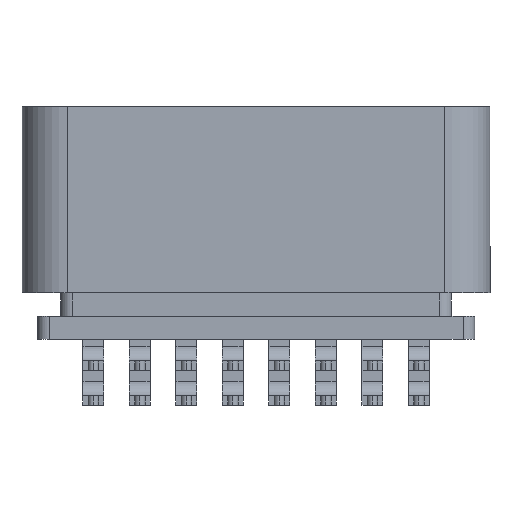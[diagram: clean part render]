
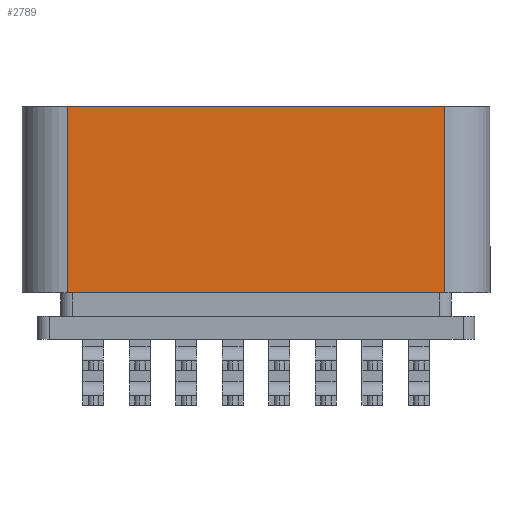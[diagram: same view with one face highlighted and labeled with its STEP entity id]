
A CAD part, front view. The second image highlights one B-rep face of the part: STEP entity #2789.
In plain terms, the highlighted planar face has unit normal (0, -1, 0).
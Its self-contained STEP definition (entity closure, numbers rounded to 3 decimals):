
#1537 = ORIENTED_EDGE ( 'NONE', *, *, #5934, .T. ) ;
#2253 = CARTESIAN_POINT ( 'NONE',  ( 16.23, -8.9, 2.9 ) ) ;
#2789 = ADVANCED_FACE ( 'NONE', ( #5404 ), #11973, .F. ) ;
#2893 = CARTESIAN_POINT ( 'NONE',  ( -16.23, -8.9, -12.975 ) ) ;
#3284 = DIRECTION ( 'NONE',  ( 1., 0., 0. ) ) ;
#3909 = CARTESIAN_POINT ( 'NONE',  ( 16.23, -8.9, 2.9 ) ) ;
#4023 = DIRECTION ( 'NONE',  ( 0., 0., 1. ) ) ;
#4071 = EDGE_LOOP ( 'NONE', ( #1537, #20632, #10579, #20633 ) ) ;
#4124 = CARTESIAN_POINT ( 'NONE',  ( 16.23, -8.9, -12.975 ) ) ;
#4355 = DIRECTION ( 'NONE',  ( 0., 0., -1. ) ) ;
#4688 = VECTOR ( 'NONE', #3284, 1000. ) ;
#4886 = EDGE_CURVE ( 'NONE', #8011, #12444, #16483, .T. ) ;
#5404 = FACE_OUTER_BOUND ( 'NONE', #4071, .T. ) ;
#5578 = CARTESIAN_POINT ( 'NONE',  ( 16.23, -8.9, -12.975 ) ) ;
#5934 = EDGE_CURVE ( 'NONE', #19205, #12444, #15396, .T. ) ;
#6591 = LINE ( 'NONE', #16598, #4688 ) ;
#8011 = VERTEX_POINT ( 'NONE', #9519 ) ;
#8839 = DIRECTION ( 'NONE',  ( 0., 1., 0. ) ) ;
#9519 = CARTESIAN_POINT ( 'NONE',  ( 16.23, -8.9, 3.025 ) ) ;
#9791 = DIRECTION ( 'NONE',  ( 0., 0., -1. ) ) ;
#10024 = VECTOR ( 'NONE', #9791, 1000. ) ;
#10579 = ORIENTED_EDGE ( 'NONE', *, *, #10763, .F. ) ;
#10763 = EDGE_CURVE ( 'NONE', #16916, #8011, #6591, .T. ) ;
#11973 = PLANE ( 'NONE',  #12975 ) ;
#12312 = EDGE_CURVE ( 'NONE', #16916, #19205, #20869, .T. ) ;
#12444 = VERTEX_POINT ( 'NONE', #4124 ) ;
#12975 = AXIS2_PLACEMENT_3D ( 'NONE', #3909, #8839, #4023 ) ;
#13276 = VECTOR ( 'NONE', #17003, 1000. ) ;
#14958 = CARTESIAN_POINT ( 'NONE',  ( -16.23, -8.9, 3.025 ) ) ;
#15396 = LINE ( 'NONE', #5578, #13276 ) ;
#16483 = LINE ( 'NONE', #2253, #10024 ) ;
#16598 = CARTESIAN_POINT ( 'NONE',  ( -16.23, -8.9, 3.025 ) ) ;
#16916 = VERTEX_POINT ( 'NONE', #14958 ) ;
#17003 = DIRECTION ( 'NONE',  ( 1., 0., 0. ) ) ;
#19205 = VERTEX_POINT ( 'NONE', #2893 ) ;
#19247 = CARTESIAN_POINT ( 'NONE',  ( -16.23, -8.9, 2.9 ) ) ;
#20286 = VECTOR ( 'NONE', #4355, 1000. ) ;
#20632 = ORIENTED_EDGE ( 'NONE', *, *, #4886, .F. ) ;
#20633 = ORIENTED_EDGE ( 'NONE', *, *, #12312, .T. ) ;
#20869 = LINE ( 'NONE', #19247, #20286 ) ;
